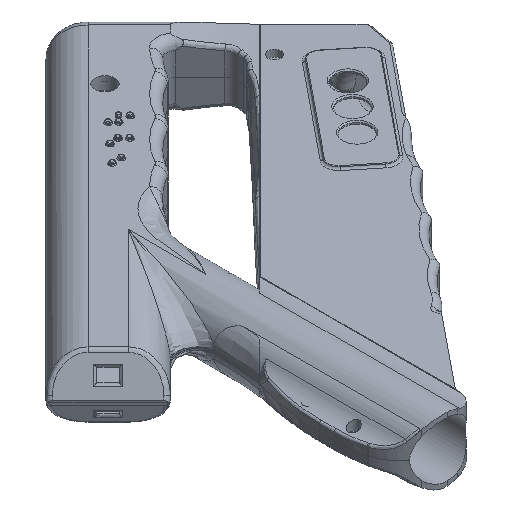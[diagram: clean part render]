
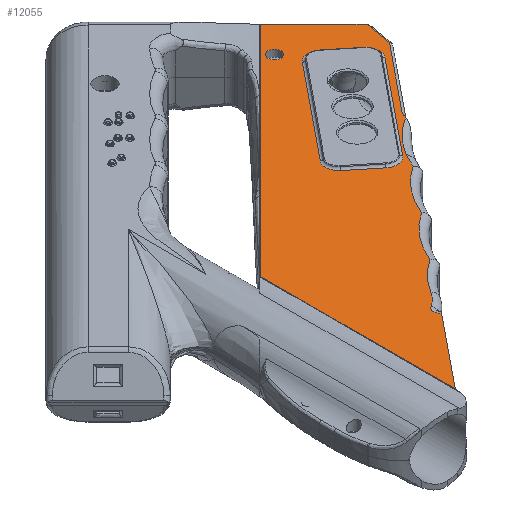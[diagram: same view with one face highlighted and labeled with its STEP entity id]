
A CAD part, isometric view. The second image highlights one B-rep face of the part: STEP entity #12055.
In plain terms, the highlighted planar face has unit normal (0, 0, 1).
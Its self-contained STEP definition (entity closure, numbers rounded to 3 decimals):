
#521=FACE_BOUND('',#2571,.T.);
#522=FACE_BOUND('',#2572,.T.);
#657=PLANE('',#12964);
#1777=FACE_OUTER_BOUND('',#2570,.T.);
#2570=EDGE_LOOP('',(#9707,#9708,#9709,#9710,#9711,#9712,#9713,#9714,#9715,
#9716,#9717,#9718,#9719,#9720,#9721,#9722));
#2571=EDGE_LOOP('',(#9723));
#2572=EDGE_LOOP('',(#9724,#9725,#9726,#9727,#9728,#9729,#9730,#9731));
#3297=LINE('',#27900,#3935);
#3298=LINE('',#27908,#3936);
#3299=LINE('',#27916,#3937);
#3300=LINE('',#27922,#3938);
#3301=LINE('',#27926,#3939);
#3302=LINE('',#27928,#3940);
#3303=LINE('',#27930,#3941);
#3304=LINE('',#27932,#3942);
#3305=LINE('',#27934,#3943);
#3306=LINE('',#27936,#3944);
#3307=LINE('',#27938,#3945);
#3308=LINE('',#27940,#3946);
#3309=LINE('',#27955,#3947);
#3935=VECTOR('',#14820,10.);
#3936=VECTOR('',#14831,10.);
#3937=VECTOR('',#14842,10.);
#3938=VECTOR('',#14851,10.);
#3939=VECTOR('',#14854,10.);
#3940=VECTOR('',#14855,10.);
#3941=VECTOR('',#14856,130.);
#3942=VECTOR('',#14857,10.);
#3943=VECTOR('',#14858,10.);
#3944=VECTOR('',#14859,10.);
#3945=VECTOR('',#14860,10.);
#3946=VECTOR('',#14861,10.);
#3947=VECTOR('',#14876,10.);
#4512=CIRCLE('',#12946,5.8);
#4516=CIRCLE('',#12952,5.8);
#4519=CIRCLE('',#12957,5.8);
#4522=CIRCLE('',#12962,5.8);
#4523=CIRCLE('',#12965,3.);
#4524=CIRCLE('',#12966,17.);
#4525=CIRCLE('',#12967,42.062);
#4526=CIRCLE('',#12968,42.062);
#4527=CIRCLE('',#12969,42.062);
#4528=CIRCLE('',#12970,42.062);
#4529=CIRCLE('',#12971,20.);
#4530=CIRCLE('',#12972,2.85);
#5354=VERTEX_POINT('',#27892);
#5355=VERTEX_POINT('',#27894);
#5356=VERTEX_POINT('',#27898);
#5357=VERTEX_POINT('',#27902);
#5358=VERTEX_POINT('',#27906);
#5359=VERTEX_POINT('',#27910);
#5360=VERTEX_POINT('',#27914);
#5361=VERTEX_POINT('',#27918);
#5362=VERTEX_POINT('',#27924);
#5363=VERTEX_POINT('',#27925);
#5364=VERTEX_POINT('',#27927);
#5365=VERTEX_POINT('',#27929);
#5366=VERTEX_POINT('',#27931);
#5367=VERTEX_POINT('',#27933);
#5368=VERTEX_POINT('',#27935);
#5369=VERTEX_POINT('',#27937);
#5370=VERTEX_POINT('',#27939);
#5371=VERTEX_POINT('',#27941);
#5372=VERTEX_POINT('',#27943);
#5373=VERTEX_POINT('',#27945);
#5374=VERTEX_POINT('',#27947);
#5375=VERTEX_POINT('',#27949);
#5376=VERTEX_POINT('',#27951);
#5377=VERTEX_POINT('',#27953);
#5378=VERTEX_POINT('',#27956);
#6870=EDGE_CURVE('',#5354,#5355,#4512,.T.);
#6873=EDGE_CURVE('',#5356,#5354,#3297,.T.);
#6875=EDGE_CURVE('',#5357,#5356,#4516,.T.);
#6877=EDGE_CURVE('',#5358,#5357,#3298,.T.);
#6879=EDGE_CURVE('',#5359,#5358,#4519,.T.);
#6881=EDGE_CURVE('',#5360,#5359,#3299,.T.);
#6883=EDGE_CURVE('',#5361,#5360,#4522,.T.);
#6884=EDGE_CURVE('',#5355,#5361,#3300,.T.);
#6885=EDGE_CURVE('',#5362,#5363,#3301,.T.);
#6886=EDGE_CURVE('',#5363,#5364,#3302,.T.);
#6887=EDGE_CURVE('',#5364,#5365,#3303,.T.);
#6888=EDGE_CURVE('',#5365,#5366,#3304,.T.);
#6889=EDGE_CURVE('',#5366,#5367,#3305,.T.);
#6890=EDGE_CURVE('',#5367,#5368,#3306,.T.);
#6891=EDGE_CURVE('',#5368,#5369,#3307,.T.);
#6892=EDGE_CURVE('',#5369,#5370,#3308,.T.);
#6893=EDGE_CURVE('',#5370,#5371,#4523,.T.);
#6894=EDGE_CURVE('',#5371,#5372,#4524,.T.);
#6895=EDGE_CURVE('',#5372,#5373,#4525,.T.);
#6896=EDGE_CURVE('',#5373,#5374,#4526,.T.);
#6897=EDGE_CURVE('',#5374,#5375,#4527,.T.);
#6898=EDGE_CURVE('',#5375,#5376,#4528,.T.);
#6899=EDGE_CURVE('',#5376,#5377,#4529,.T.);
#6900=EDGE_CURVE('',#5377,#5362,#3309,.T.);
#6901=EDGE_CURVE('',#5378,#5378,#4530,.T.);
#9707=ORIENTED_EDGE('',*,*,#6885,.T.);
#9708=ORIENTED_EDGE('',*,*,#6886,.T.);
#9709=ORIENTED_EDGE('',*,*,#6887,.T.);
#9710=ORIENTED_EDGE('',*,*,#6888,.T.);
#9711=ORIENTED_EDGE('',*,*,#6889,.T.);
#9712=ORIENTED_EDGE('',*,*,#6890,.T.);
#9713=ORIENTED_EDGE('',*,*,#6891,.T.);
#9714=ORIENTED_EDGE('',*,*,#6892,.T.);
#9715=ORIENTED_EDGE('',*,*,#6893,.T.);
#9716=ORIENTED_EDGE('',*,*,#6894,.T.);
#9717=ORIENTED_EDGE('',*,*,#6895,.T.);
#9718=ORIENTED_EDGE('',*,*,#6896,.T.);
#9719=ORIENTED_EDGE('',*,*,#6897,.T.);
#9720=ORIENTED_EDGE('',*,*,#6898,.T.);
#9721=ORIENTED_EDGE('',*,*,#6899,.T.);
#9722=ORIENTED_EDGE('',*,*,#6900,.T.);
#9723=ORIENTED_EDGE('',*,*,#6901,.T.);
#9724=ORIENTED_EDGE('',*,*,#6873,.F.);
#9725=ORIENTED_EDGE('',*,*,#6875,.F.);
#9726=ORIENTED_EDGE('',*,*,#6877,.F.);
#9727=ORIENTED_EDGE('',*,*,#6879,.F.);
#9728=ORIENTED_EDGE('',*,*,#6881,.F.);
#9729=ORIENTED_EDGE('',*,*,#6883,.F.);
#9730=ORIENTED_EDGE('',*,*,#6884,.F.);
#9731=ORIENTED_EDGE('',*,*,#6870,.F.);
#12055=ADVANCED_FACE('',(#1777,#521,#522),#657,.F.);
#12946=AXIS2_PLACEMENT_3D('',#27895,#14812,#14813);
#12952=AXIS2_PLACEMENT_3D('',#27904,#14825,#14826);
#12957=AXIS2_PLACEMENT_3D('',#27912,#14836,#14837);
#12962=AXIS2_PLACEMENT_3D('',#27920,#14847,#14848);
#12964=AXIS2_PLACEMENT_3D('',#27923,#14852,#14853);
#12965=AXIS2_PLACEMENT_3D('',#27942,#14862,#14863);
#12966=AXIS2_PLACEMENT_3D('',#27944,#14864,#14865);
#12967=AXIS2_PLACEMENT_3D('',#27946,#14866,#14867);
#12968=AXIS2_PLACEMENT_3D('',#27948,#14868,#14869);
#12969=AXIS2_PLACEMENT_3D('',#27950,#14870,#14871);
#12970=AXIS2_PLACEMENT_3D('',#27952,#14872,#14873);
#12971=AXIS2_PLACEMENT_3D('',#27954,#14874,#14875);
#12972=AXIS2_PLACEMENT_3D('',#27957,#14877,#14878);
#14812=DIRECTION('center_axis',(0.,0.,1.));
#14813=DIRECTION('ref_axis',(-0.995,-0.104,0.));
#14820=DIRECTION('',(-0.63,-0.777,0.));
#14825=DIRECTION('center_axis',(0.,0.,1.));
#14826=DIRECTION('ref_axis',(-0.104,0.995,0.));
#14831=DIRECTION('',(-0.777,0.63,0.));
#14836=DIRECTION('center_axis',(0.,0.,1.));
#14837=DIRECTION('ref_axis',(0.995,0.104,0.));
#14842=DIRECTION('',(0.63,0.777,0.));
#14847=DIRECTION('center_axis',(0.,0.,1.));
#14848=DIRECTION('ref_axis',(0.104,-0.995,0.));
#14851=DIRECTION('',(0.777,-0.63,0.));
#14852=DIRECTION('center_axis',(0.,0.,-1.));
#14853=DIRECTION('ref_axis',(-1.,0.,0.));
#14854=DIRECTION('',(0.174,0.985,0.));
#14855=DIRECTION('',(-0.707,0.707,0.));
#14856=DIRECTION('',(-0.707,-0.707,0.));
#14857=DIRECTION('',(0.009,-1.,0.));
#14858=DIRECTION('',(0.,-1.,0.));
#14859=DIRECTION('',(0.,-1.,0.));
#14860=DIRECTION('',(0.,-1.,0.));
#14861=DIRECTION('',(0.63,0.777,0.));
#14862=DIRECTION('center_axis',(0.,0.,-1.));
#14863=DIRECTION('ref_axis',(0.54,-0.842,0.));
#14864=DIRECTION('center_axis',(0.,0.,1.));
#14865=DIRECTION('ref_axis',(0.712,-0.702,0.));
#14866=DIRECTION('center_axis',(0.,0.,-1.));
#14867=DIRECTION('ref_axis',(-0.754,0.657,0.));
#14868=DIRECTION('center_axis',(0.,0.,-1.));
#14869=DIRECTION('ref_axis',(-0.811,0.585,0.));
#14870=DIRECTION('center_axis',(0.,0.,-1.));
#14871=DIRECTION('ref_axis',(-0.777,0.629,0.));
#14872=DIRECTION('center_axis',(0.,0.,-1.));
#14873=DIRECTION('ref_axis',(-0.799,0.602,0.));
#14874=DIRECTION('center_axis',(0.,0.,1.));
#14875=DIRECTION('ref_axis',(0.691,-0.722,0.));
#14876=DIRECTION('',(0.63,0.777,0.));
#14877=DIRECTION('center_axis',(0.,0.,-1.));
#14878=DIRECTION('ref_axis',(-1.,0.,0.));
#27892=CARTESIAN_POINT('',(70.758,-24.268,11.));
#27894=CARTESIAN_POINT('',(71.608,-32.426,11.));
#27895=CARTESIAN_POINT('Origin',(75.262,-27.922,11.));
#27898=CARTESIAN_POINT('',(104.149,16.891,11.));
#27900=CARTESIAN_POINT('',(71.507,-23.345,11.));
#27902=CARTESIAN_POINT('',(112.307,17.741,11.));
#27904=CARTESIAN_POINT('Origin',(108.653,13.237,11.));
#27906=CARTESIAN_POINT('',(123.179,8.921,11.));
#27908=CARTESIAN_POINT('',(115.606,15.064,11.));
#27910=CARTESIAN_POINT('',(124.029,0.763,11.));
#27912=CARTESIAN_POINT('Origin',(119.525,4.417,11.));
#27914=CARTESIAN_POINT('',(90.638,-40.396,11.));
#27916=CARTESIAN_POINT('',(108.083,-18.894,11.));
#27918=CARTESIAN_POINT('',(82.48,-41.246,11.));
#27920=CARTESIAN_POINT('Origin',(86.134,-36.742,11.));
#27922=CARTESIAN_POINT('',(80.344,-39.513,11.));
#27923=CARTESIAN_POINT('Origin',(83.359,-31.43,11.));
#27924=CARTESIAN_POINT('',(130.585,5.295,11.));
#27925=CARTESIAN_POINT('',(132.68,17.173,11.));
#27926=CARTESIAN_POINT('',(128.489,-6.594,11.));
#27927=CARTESIAN_POINT('',(109.344,40.509,11.));
#27928=CARTESIAN_POINT('',(107.564,42.288,11.));
#27929=CARTESIAN_POINT('',(13.939,-54.896,11.));
#27930=CARTESIAN_POINT('',(76.978,8.143,11.));
#27931=CARTESIAN_POINT('',(14.006,-61.93,11.));
#27932=CARTESIAN_POINT('',(13.864,-47.01,11.));
#27933=CARTESIAN_POINT('',(13.991,-93.07,11.));
#27934=CARTESIAN_POINT('',(14.006,-62.234,11.));
#27935=CARTESIAN_POINT('',(13.996,-127.07,11.));
#27936=CARTESIAN_POINT('',(13.989,-79.256,11.));
#27937=CARTESIAN_POINT('',(14.,-140.,11.));
#27938=CARTESIAN_POINT('',(13.985,-85.725,11.));
#27939=CARTESIAN_POINT('',(39.636,-108.399,11.));
#27940=CARTESIAN_POINT('',(123.715,-4.761,11.));
#27941=CARTESIAN_POINT('',(39.906,-103.545,11.));
#27942=CARTESIAN_POINT('Origin',(41.527,-106.07,11.));
#27943=CARTESIAN_POINT('',(45.167,-98.206,11.));
#27944=CARTESIAN_POINT('Origin',(30.726,-89.237,11.));
#27945=CARTESIAN_POINT('',(57.553,-85.411,11.));
#27946=CARTESIAN_POINT('Origin',(80.898,-120.4,11.));
#27947=CARTESIAN_POINT('',(73.286,-65.982,11.));
#27948=CARTESIAN_POINT('Origin',(96.631,-100.971,11.));
#27949=CARTESIAN_POINT('',(89.019,-46.553,11.));
#27950=CARTESIAN_POINT('Origin',(112.364,-81.543,11.));
#27951=CARTESIAN_POINT('',(106.049,-26.293,11.));
#27952=CARTESIAN_POINT('Origin',(128.097,-62.114,11.));
#27953=CARTESIAN_POINT('',(106.696,-24.152,11.));
#27954=CARTESIAN_POINT('Origin',(87.257,-19.447,11.));
#27955=CARTESIAN_POINT('',(122.938,-4.131,11.));
#27956=CARTESIAN_POINT('',(103.868,25.944,11.));
#27957=CARTESIAN_POINT('Origin',(101.018,25.944,11.));
